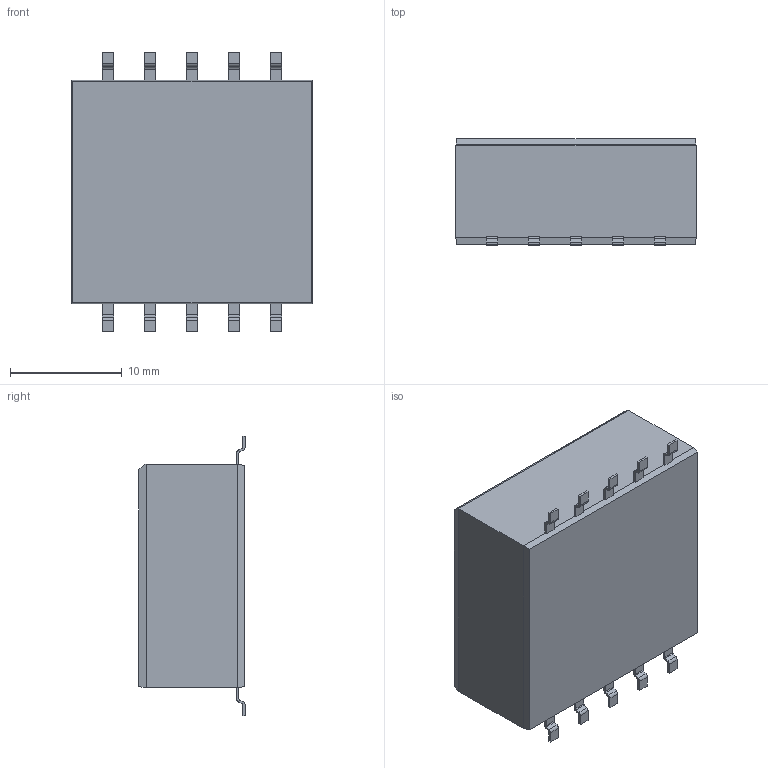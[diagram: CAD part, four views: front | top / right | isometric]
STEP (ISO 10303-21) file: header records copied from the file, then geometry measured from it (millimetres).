
FILE_DESCRIPTION (( 'STEP AP214' ), '1' );
FILE_NAME ( 'EFD20_5+5_SMD.step', '2020-09-09T19:40:29', ( '' ), ( '' ), 'Part was generated with the free Library Expert Lite available at www.PCBLibraries.com. Removing line will violate the End User License Agreement.', '©2017 PCB Libraries, Inc.', '' );
FILE_SCHEMA (( 'AUTOMOTIVE_DESIGN' ));
Length unit declared in the file: millimetre
Products named in the file (1): EFD20_5+5_SMD
Bounding box: 21.5 x 9.5 x 25 mm (x, y, z)
Volume: 4060.9 mm3; surface area: 1693 mm2
Topology: 11 solids, 11 shells, 155 faces, 391 edges, 258 vertices
Faces by surface type: plane 115, cylinder 40
Entity records: 5205 total; most frequent: CARTESIAN_POINT 805, DIRECTION 783, ORIENTED_EDGE 782, EDGE_CURVE 391, VECTOR 311, LINE 311, VERTEX_POINT 258, AXIS2_PLACEMENT_3D 236
